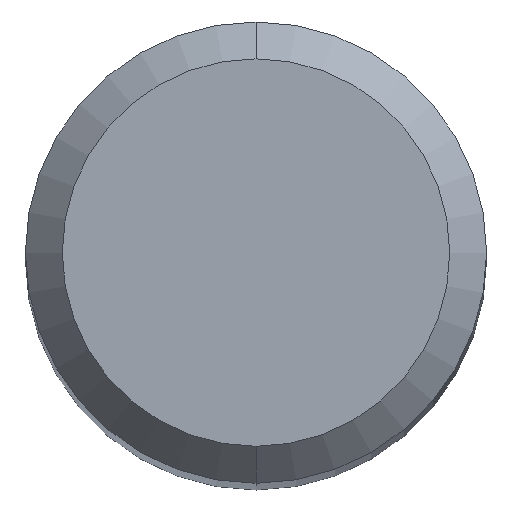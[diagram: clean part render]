
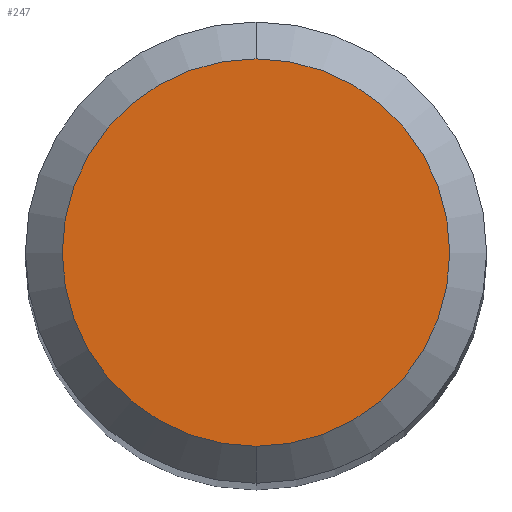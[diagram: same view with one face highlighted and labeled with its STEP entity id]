
A CAD part, top view. The second image highlights one B-rep face of the part: STEP entity #247.
In plain terms, the highlighted planar face has unit normal (0, 0, 1).
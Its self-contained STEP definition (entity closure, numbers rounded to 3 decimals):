
#247=ADVANCED_FACE('',(#606),#607,.T.);
#335=EDGE_CURVE('',#395,#385,#703,.T.);
#385=VERTEX_POINT('',#760);
#395=VERTEX_POINT('',#770);
#467=EDGE_CURVE('',#385,#395,#850,.T.);
#606=FACE_OUTER_BOUND('',#1014,.T.);
#607=PLANE('',#1015);
#703=CIRCLE('',#1189,1.05);
#760=CARTESIAN_POINT('',(0.,-1.05,0.0));
#770=CARTESIAN_POINT('',(0.0,1.05,0.0));
#850=CIRCLE('',#1508,1.05);
#1014=EDGE_LOOP('',(#1704,#1705));
#1015=AXIS2_PLACEMENT_3D('',#1706,#1707,#1708);
#1189=AXIS2_PLACEMENT_3D('',#1804,#1805,#1806);
#1508=AXIS2_PLACEMENT_3D('',#1985,#1986,#1987);
#1704=ORIENTED_EDGE('',*,*,#335,.F.);
#1705=ORIENTED_EDGE('',*,*,#467,.F.);
#1706=CARTESIAN_POINT('',(0.0,0.525,0.0));
#1707=DIRECTION('',(-0.0,0.0,1.0));
#1708=DIRECTION('',(0.0,-1.0,0.0));
#1804=CARTESIAN_POINT('',(0.0,0.0,0.0));
#1805=DIRECTION('',(0.0,0.0,-1.0));
#1806=DIRECTION('',(0.0,1.0,0.0));
#1985=CARTESIAN_POINT('',(0.0,0.0,0.0));
#1986=DIRECTION('',(0.0,0.0,-1.0));
#1987=DIRECTION('',(0.0,1.0,0.0));
